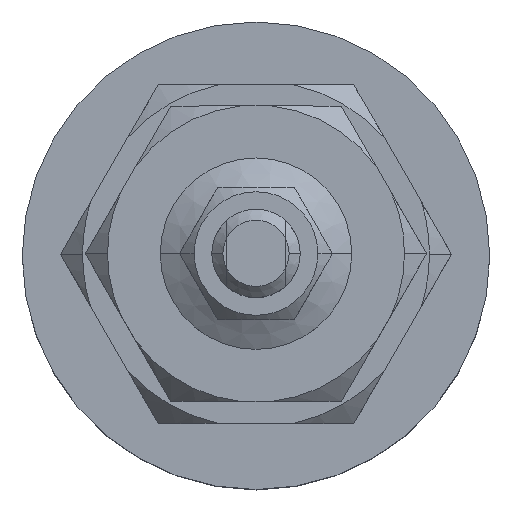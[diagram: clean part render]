
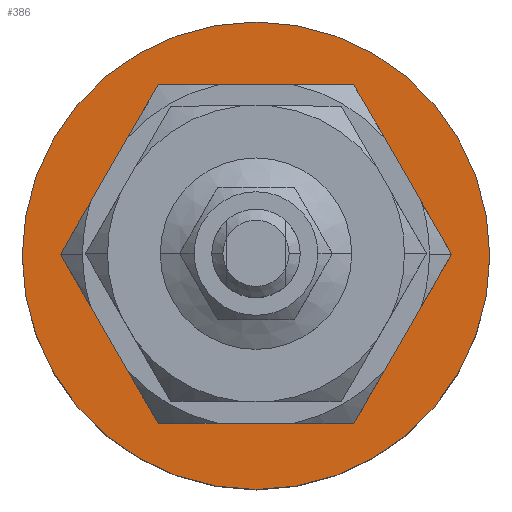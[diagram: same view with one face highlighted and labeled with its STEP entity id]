
A CAD part, top view. The second image highlights one B-rep face of the part: STEP entity #386.
In plain terms, the highlighted planar face has unit normal (0, 0, 1).
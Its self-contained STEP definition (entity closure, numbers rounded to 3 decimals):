
#132=CARTESIAN_POINT('',(-31.75,0.,4.286));
#133=VERTEX_POINT('',#132);
#142=CARTESIAN_POINT('',(31.75,0.,4.286));
#143=VERTEX_POINT('',#142);
#144=CARTESIAN_POINT('',(0.0,0.,4.286));
#145=DIRECTION('',(0.0,0.0,-1.0));
#146=DIRECTION('',(-1.0,0.0,0.0));
#147=AXIS2_PLACEMENT_3D('',#144,#145,#146);
#148=CIRCLE('',#147,31.75);
#149=EDGE_CURVE('',#133,#143,#148,.T.);
#204=CARTESIAN_POINT('',(-18.419,0.,4.286));
#205=VERTEX_POINT('',#204);
#215=CARTESIAN_POINT('',(18.419,0.,4.286));
#216=VERTEX_POINT('',#215);
#217=CARTESIAN_POINT('',(0.0,0.,4.286));
#218=DIRECTION('',(0.0,0.0,-1.0));
#219=DIRECTION('',(-1.0,0.0,0.0));
#220=AXIS2_PLACEMENT_3D('',#217,#218,#219);
#221=CIRCLE('',#220,18.419);
#222=EDGE_CURVE('',#216,#205,#221,.T.);
#357=CARTESIAN_POINT('',(0.0,0.,4.286));
#358=DIRECTION('',(0.0,0.0,-1.0));
#359=DIRECTION('',(-1.0,0.0,0.0));
#360=AXIS2_PLACEMENT_3D('',#357,#358,#359);
#361=CIRCLE('',#360,18.419);
#362=EDGE_CURVE('',#205,#216,#361,.T.);
#367=CARTESIAN_POINT('',(-25.085,0.,4.286));
#368=DIRECTION('',(0.0,0.0,1.0));
#369=DIRECTION('',(1.0,0.0,0.0));
#370=AXIS2_PLACEMENT_3D('',#367,#368,#369);
#371=PLANE('',#370);
#372=ORIENTED_EDGE('',*,*,#149,.F.);
#373=CARTESIAN_POINT('',(0.0,0.,4.286));
#374=DIRECTION('',(0.0,0.0,-1.0));
#375=DIRECTION('',(-1.0,0.0,0.0));
#376=AXIS2_PLACEMENT_3D('',#373,#374,#375);
#377=CIRCLE('',#376,31.75);
#378=EDGE_CURVE('',#143,#133,#377,.T.);
#379=ORIENTED_EDGE('',*,*,#378,.F.);
#380=EDGE_LOOP('',(#372,#379));
#381=FACE_OUTER_BOUND('',#380,.T.);
#382=ORIENTED_EDGE('',*,*,#362,.T.);
#383=ORIENTED_EDGE('',*,*,#222,.T.);
#384=EDGE_LOOP('',(#382,#383));
#385=FACE_BOUND('',#384,.T.);
#386=ADVANCED_FACE('',(#381,#385),#371,.T.);
